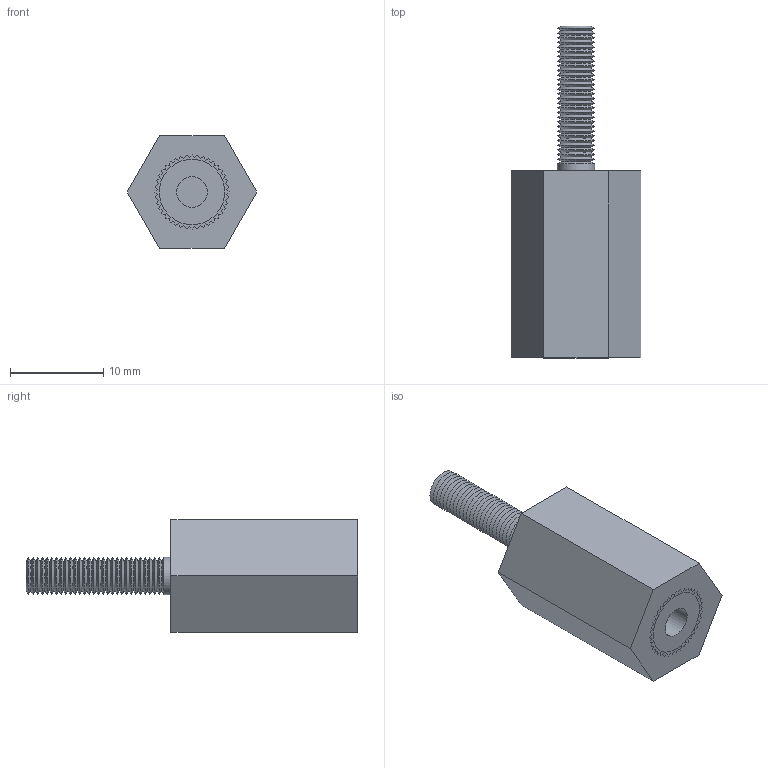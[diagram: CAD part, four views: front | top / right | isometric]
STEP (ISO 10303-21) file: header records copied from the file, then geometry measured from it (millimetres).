
FILE_DESCRIPTION(/* description */ (''),/* implementation_level */ '2;1');
FILE_NAME(/* name */ '3M420H.step',/* time_stamp */ '2023-01-09T16:39:45Z',/* author */ (''),/* organization */ (''),/* preprocessor_version */ 'ST-DEVELOPER v19.2',/* originating_system */ 'Autodesk Translation Framework v11.17.0.187',/* authorisation */ '');
FILE_SCHEMA (('AUTOMOTIVE_DESIGN { 1 0 10303 214 3 1 1 }'));
Length unit declared in the file: millimetre
Products named in the file (4): 3M420H; 3M Moulding_3M420H; Terminal Stud_M4-16s; Female Insert_M4-008B
Assembly tree (3 placements, depth 2):
  3M420H
    3M Moulding_3M420H
    Terminal Stud_M4-16s
    Female Insert_M4-008B
Bounding box: 13.86 x 35.5 x 12 mm (x, y, z)
Volume: 2608.8 mm3; surface area: 2314.9 mm2
Topology: 3 solids, 3 shells, 166 faces, 460 edges, 306 vertices
Faces by surface type: plane 98, cone 60, cylinder 8
Full cylindrical faces by diameter (mm): 3.3 x1, 4 x1, 6 x2, 7 x2, 8.7 x2
Entity records: 5454 total; most frequent: DIRECTION 938, CARTESIAN_POINT 938, ORIENTED_EDGE 918, EDGE_CURVE 459, LINE 326, VECTOR 326, VERTEX_POINT 306, AXIS2_PLACEMENT_3D 306
